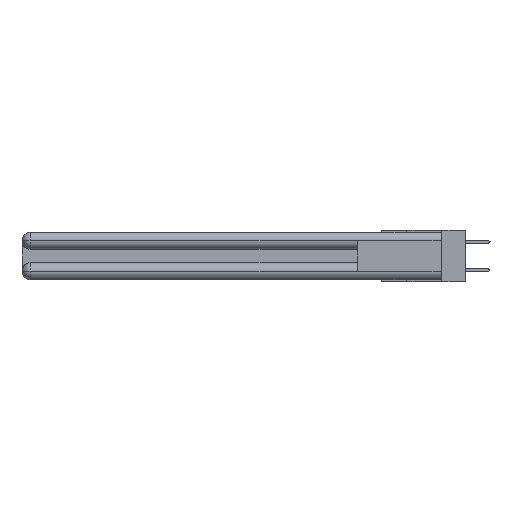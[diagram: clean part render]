
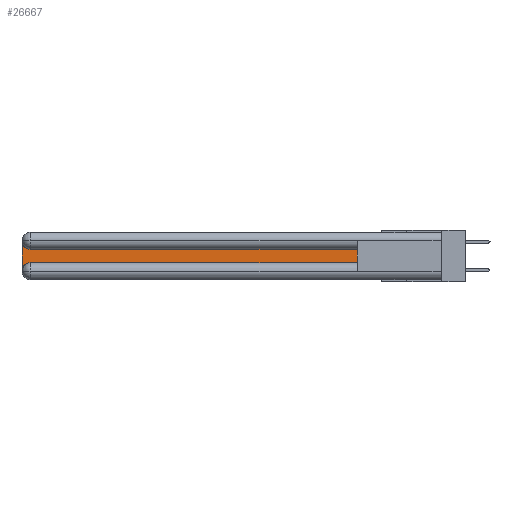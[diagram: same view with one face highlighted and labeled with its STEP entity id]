
A CAD part, left-side view. The second image highlights one B-rep face of the part: STEP entity #26667.
In plain terms, the highlighted planar face has unit normal (-1, 0, 0).
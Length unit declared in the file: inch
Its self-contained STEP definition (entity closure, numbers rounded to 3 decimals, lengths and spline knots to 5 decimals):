
#85 = CARTESIAN_POINT ( 'NONE',  ( 0.075, 3., -0.2175 ) ) ;
#671 = AXIS2_PLACEMENT_3D ( 'NONE', #25274, #2392, #8756 ) ;
#1504 = LINE ( 'NONE', #24195, #18783 ) ;
#1523 = LINE ( 'NONE', #85, #5116 ) ;
#1589 = VERTEX_POINT ( 'NONE', #3980 ) ;
#2214 = DIRECTION ( 'NONE',  ( 0., 1., 0. ) ) ;
#2392 = DIRECTION ( 'NONE',  ( 1., 0., 0. ) ) ;
#2609 = EDGE_CURVE ( 'NONE', #12922, #1589, #5961, .T. ) ;
#3226 = DIRECTION ( 'NONE',  ( 0., 0., -1. ) ) ;
#3363 = ORIENTED_EDGE ( 'NONE', *, *, #22837, .T. ) ;
#3980 = CARTESIAN_POINT ( 'NONE',  ( 0.075, 2.94, -0.2175 ) ) ;
#4414 = CARTESIAN_POINT ( 'NONE',  ( 0.075, 3., -0.0625 ) ) ;
#4438 = EDGE_CURVE ( 'NONE', #19696, #26421, #11488, .T. ) ;
#4505 = ORIENTED_EDGE ( 'NONE', *, *, #13922, .T. ) ;
#4548 = DIRECTION ( 'NONE',  ( 0., 0., -1. ) ) ;
#5043 = CARTESIAN_POINT ( 'NONE',  ( 0.075, 0.6, -0.1225 ) ) ;
#5116 = VECTOR ( 'NONE', #4548, 39.37008 ) ;
#5306 = DIRECTION ( 'NONE',  ( 0., 0., -1. ) ) ;
#5961 = CIRCLE ( 'NONE', #7624, 0.06 ) ;
#7624 = AXIS2_PLACEMENT_3D ( 'NONE', #20089, #24078, #3226 ) ;
#8056 = FACE_OUTER_BOUND ( 'NONE', #8469, .T. ) ;
#8115 = VERTEX_POINT ( 'NONE', #5043 ) ;
#8469 = EDGE_LOOP ( 'NONE', ( #3363, #20612, #14686, #20670, #21114, #4505 ) ) ;
#8577 = PLANE ( 'NONE',  #671 ) ;
#8756 = DIRECTION ( 'NONE',  ( 0., 0., -1. ) ) ;
#9759 = CARTESIAN_POINT ( 'NONE',  ( 0.075, 0.6, -0.2175 ) ) ;
#11000 = DIRECTION ( 'NONE',  ( 1., 0., 0. ) ) ;
#11488 = CIRCLE ( 'NONE', #23021, 0.06 ) ;
#12922 = VERTEX_POINT ( 'NONE', #19564 ) ;
#13675 = EDGE_CURVE ( 'NONE', #26421, #12922, #1523, .T. ) ;
#13922 = EDGE_CURVE ( 'NONE', #19977, #8115, #1504, .T. ) ;
#14078 = DIRECTION ( 'NONE',  ( 0., -1., 0. ) ) ;
#14686 = ORIENTED_EDGE ( 'NONE', *, *, #13675, .T. ) ;
#16121 = CARTESIAN_POINT ( 'NONE',  ( 0.075, 0.6, -0.2175 ) ) ;
#17164 = CARTESIAN_POINT ( 'NONE',  ( 0.075, 2.94, -0.0625 ) ) ;
#18240 = LINE ( 'NONE', #16121, #23394 ) ;
#18783 = VECTOR ( 'NONE', #20105, 39.37008 ) ;
#19564 = CARTESIAN_POINT ( 'NONE',  ( 0.075, 3., -0.2775 ) ) ;
#19696 = VERTEX_POINT ( 'NONE', #25934 ) ;
#19977 = VERTEX_POINT ( 'NONE', #9759 ) ;
#20089 = CARTESIAN_POINT ( 'NONE',  ( 0.075, 2.94, -0.2775 ) ) ;
#20105 = DIRECTION ( 'NONE',  ( 0., 0., 1. ) ) ;
#20612 = ORIENTED_EDGE ( 'NONE', *, *, #4438, .T. ) ;
#20670 = ORIENTED_EDGE ( 'NONE', *, *, #2609, .T. ) ;
#21114 = ORIENTED_EDGE ( 'NONE', *, *, #26056, .T. ) ;
#22251 = VECTOR ( 'NONE', #2214, 39.37008 ) ;
#22837 = EDGE_CURVE ( 'NONE', #8115, #19696, #22905, .T. ) ;
#22905 = LINE ( 'NONE', #25185, #22251 ) ;
#23021 = AXIS2_PLACEMENT_3D ( 'NONE', #17164, #11000, #5306 ) ;
#23394 = VECTOR ( 'NONE', #14078, 39.37008 ) ;
#24078 = DIRECTION ( 'NONE',  ( 1., 0., 0. ) ) ;
#24195 = CARTESIAN_POINT ( 'NONE',  ( 0.075, 0.6, -0.2175 ) ) ;
#25185 = CARTESIAN_POINT ( 'NONE',  ( 0.075, 0.6, -0.1225 ) ) ;
#25274 = CARTESIAN_POINT ( 'NONE',  ( 0.075, 3., -0.1225 ) ) ;
#25934 = CARTESIAN_POINT ( 'NONE',  ( 0.075, 2.94, -0.1225 ) ) ;
#26056 = EDGE_CURVE ( 'NONE', #1589, #19977, #18240, .T. ) ;
#26421 = VERTEX_POINT ( 'NONE', #4414 ) ;
#26667 = ADVANCED_FACE ( 'NONE', ( #8056 ), #8577, .F. ) ;
